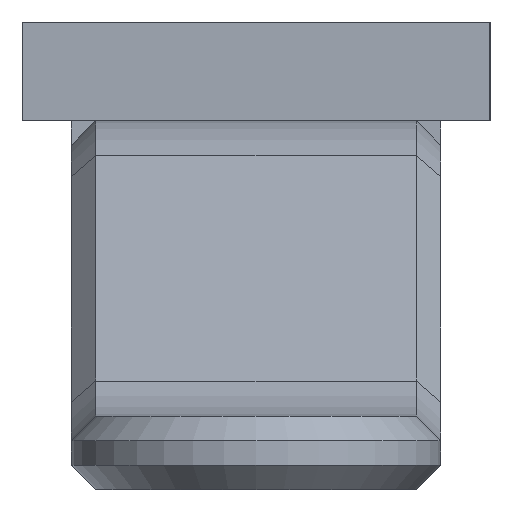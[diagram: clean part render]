
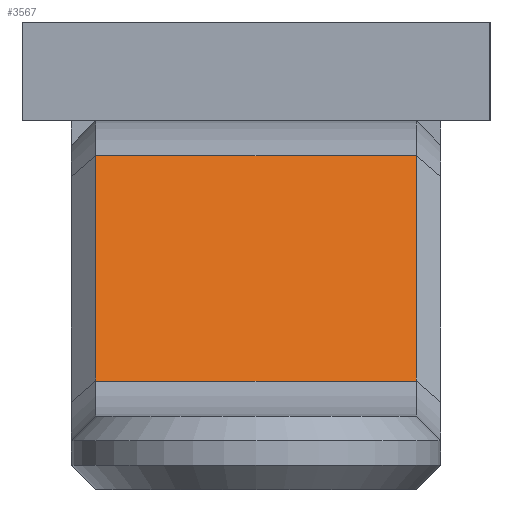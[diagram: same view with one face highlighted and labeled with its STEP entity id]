
A CAD part, left-side view. The second image highlights one B-rep face of the part: STEP entity #3567.
In plain terms, the highlighted face is planar.
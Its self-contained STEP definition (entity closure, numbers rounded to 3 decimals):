
#208=LINE('',#5985,#503);
#219=LINE('',#6020,#514);
#290=LINE('',#6231,#585);
#291=LINE('',#6233,#586);
#503=VECTOR('',#4690,10.);
#514=VECTOR('',#4725,10.);
#585=VECTOR('',#4946,10.);
#586=VECTOR('',#4949,10.);
#815=PLANE('',#3996);
#1016=FACE_OUTER_BOUND('',#1226,.T.);
#1226=EDGE_LOOP('',(#3141,#3142,#3143,#3144));
#1638=VERTEX_POINT('',#5976);
#1640=VERTEX_POINT('',#5983);
#1650=VERTEX_POINT('',#6012);
#1652=VERTEX_POINT('',#6018);
#2081=EDGE_CURVE('',#1640,#1638,#208,.T.);
#2098=EDGE_CURVE('',#1652,#1650,#219,.T.);
#2203=EDGE_CURVE('',#1638,#1652,#290,.T.);
#2204=EDGE_CURVE('',#1650,#1640,#291,.T.);
#3141=ORIENTED_EDGE('',*,*,#2098,.F.);
#3142=ORIENTED_EDGE('',*,*,#2203,.F.);
#3143=ORIENTED_EDGE('',*,*,#2081,.F.);
#3144=ORIENTED_EDGE('',*,*,#2204,.F.);
#3567=ADVANCED_FACE('',(#1016),#815,.T.);
#3996=AXIS2_PLACEMENT_3D('',#6232,#4947,#4948);
#4690=DIRECTION('',(-0.857,0.514,0.));
#4725=DIRECTION('',(0.857,-0.514,0.));
#4946=DIRECTION('',(0.,0.,-1.));
#4947=DIRECTION('center_axis',(0.514,0.857,0.));
#4948=DIRECTION('ref_axis',(-0.857,0.514,0.));
#4949=DIRECTION('',(0.,0.,1.));
#5976=CARTESIAN_POINT('',(2.375,-4.925,14.));
#5983=CARTESIAN_POINT('',(17.625,-14.075,14.));
#5985=CARTESIAN_POINT('',(3.831,-5.798,14.));
#6012=CARTESIAN_POINT('',(17.625,-14.075,1.));
#6018=CARTESIAN_POINT('',(2.375,-4.925,1.));
#6020=CARTESIAN_POINT('',(3.831,-5.798,1.));
#6231=CARTESIAN_POINT('',(2.375,-4.925,0.));
#6232=CARTESIAN_POINT('Origin',(20.,-15.5,0.));
#6233=CARTESIAN_POINT('',(17.625,-14.075,0.));
